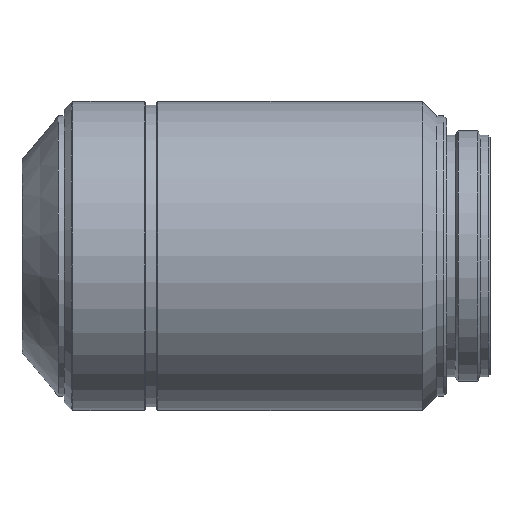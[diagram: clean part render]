
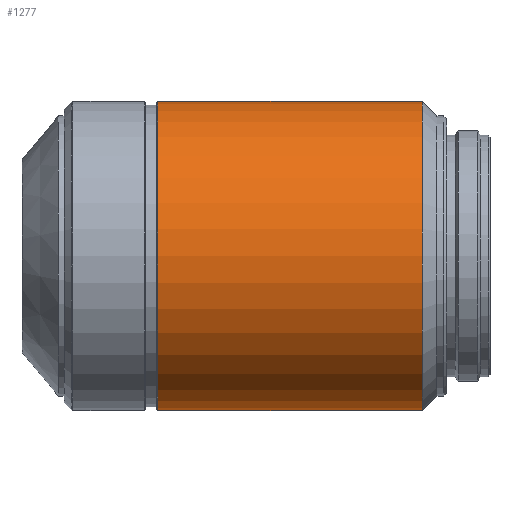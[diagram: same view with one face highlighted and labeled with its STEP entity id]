
A CAD part, top view. The second image highlights one B-rep face of the part: STEP entity #1277.
In plain terms, the highlighted cylindrical face has radius 16 mm (diameter 32 mm), a partial arc.
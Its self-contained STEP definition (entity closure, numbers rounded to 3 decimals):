
#87 = DIRECTION ( 'NONE',  ( 0., 0., 1. ) ) ;
#179 = VERTEX_POINT ( 'NONE', #1346 ) ;
#195 = VERTEX_POINT ( 'NONE', #1032 ) ;
#196 = CARTESIAN_POINT ( 'NONE',  ( 42.406, 0., 16. ) ) ;
#272 = EDGE_LOOP ( 'NONE', ( #858, #940, #1023, #1342 ) ) ;
#290 = DIRECTION ( 'NONE',  ( 0., 0., 1. ) ) ;
#346 = VERTEX_POINT ( 'NONE', #196 ) ;
#354 = VECTOR ( 'NONE', #657, 1000. ) ;
#363 = CARTESIAN_POINT ( 'NONE',  ( 28.706, 0., -16. ) ) ;
#455 = LINE ( 'NONE', #363, #825 ) ;
#468 = FACE_OUTER_BOUND ( 'NONE', #272, .T. ) ;
#509 = DIRECTION ( 'NONE',  ( 1., 0., 0. ) ) ;
#569 = DIRECTION ( 'NONE',  ( 1., 0., 0. ) ) ;
#578 = CIRCLE ( 'NONE', #1308, 16. ) ;
#584 = AXIS2_PLACEMENT_3D ( 'NONE', #814, #1255, #290 ) ;
#638 = EDGE_CURVE ( 'NONE', #179, #346, #1071, .T. ) ;
#657 = DIRECTION ( 'NONE',  ( 1., 0., 0. ) ) ;
#679 = VERTEX_POINT ( 'NONE', #1006 ) ;
#680 = AXIS2_PLACEMENT_3D ( 'NONE', #801, #1021, #1307 ) ;
#688 = EDGE_CURVE ( 'NONE', #195, #679, #455, .T. ) ;
#801 = CARTESIAN_POINT ( 'NONE',  ( 28.706, 0., 0. ) ) ;
#814 = CARTESIAN_POINT ( 'NONE',  ( 15.006, 0., 0. ) ) ;
#825 = VECTOR ( 'NONE', #569, 1000. ) ;
#858 = ORIENTED_EDGE ( 'NONE', *, *, #688, .T. ) ;
#869 = CARTESIAN_POINT ( 'NONE',  ( 28.706, 0., 16. ) ) ;
#907 = CIRCLE ( 'NONE', #584, 16. ) ;
#929 = CARTESIAN_POINT ( 'NONE',  ( 42.406, 0., 0. ) ) ;
#933 = EDGE_CURVE ( 'NONE', #179, #195, #907, .T. ) ;
#940 = ORIENTED_EDGE ( 'NONE', *, *, #1364, .F. ) ;
#1006 = CARTESIAN_POINT ( 'NONE',  ( 42.406, 0., -16. ) ) ;
#1021 = DIRECTION ( 'NONE',  ( 1., 0., 0. ) ) ;
#1023 = ORIENTED_EDGE ( 'NONE', *, *, #638, .F. ) ;
#1032 = CARTESIAN_POINT ( 'NONE',  ( 15.006, 0., -16. ) ) ;
#1071 = LINE ( 'NONE', #869, #354 ) ;
#1255 = DIRECTION ( 'NONE',  ( 1., 0., 0. ) ) ;
#1277 = ADVANCED_FACE ( 'NONE', ( #468 ), #1329, .T. ) ;
#1307 = DIRECTION ( 'NONE',  ( 0., 0., -1. ) ) ;
#1308 = AXIS2_PLACEMENT_3D ( 'NONE', #929, #509, #87 ) ;
#1329 = CYLINDRICAL_SURFACE ( 'NONE', #680, 16. ) ;
#1342 = ORIENTED_EDGE ( 'NONE', *, *, #933, .T. ) ;
#1346 = CARTESIAN_POINT ( 'NONE',  ( 15.006, 0., 16. ) ) ;
#1364 = EDGE_CURVE ( 'NONE', #346, #679, #578, .T. ) ;
